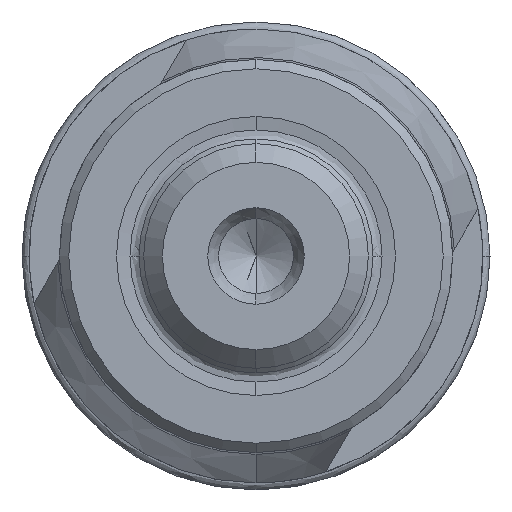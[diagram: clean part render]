
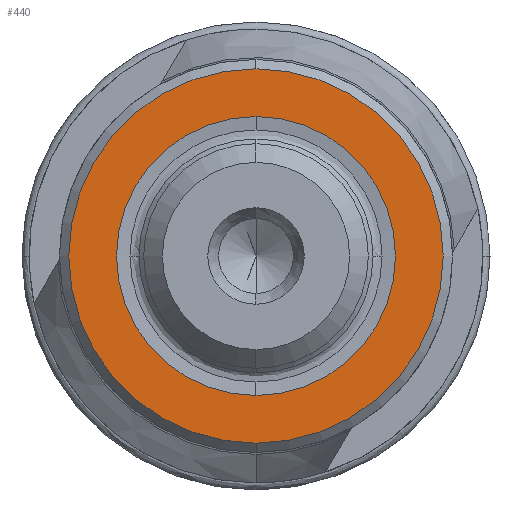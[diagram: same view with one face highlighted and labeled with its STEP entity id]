
A CAD part, left-side view. The second image highlights one B-rep face of the part: STEP entity #440.
In plain terms, the highlighted planar face has unit normal (-1, 0, 0).
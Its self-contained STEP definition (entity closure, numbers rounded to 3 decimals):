
#149 = DIRECTION ( 'NONE',  ( 0., -1., 0. ) ) ;
#151 = PLANE ( 'NONE',  #1284 ) ;
#153 = CARTESIAN_POINT ( 'NONE',  ( -31.25, 10.12, -10.12 ) ) ;
#155 = DIRECTION ( 'NONE',  ( -1., 0., 0. ) ) ;
#375 = EDGE_LOOP ( 'NONE', ( #1164, #1165 ) ) ;
#392 = EDGE_LOOP ( 'NONE', ( #1162, #1163 ) ) ;
#440 = ADVANCED_FACE ( 'NONE', ( #970, #1003 ), #151, .T. ) ;
#699 = EDGE_CURVE ( 'NONE', #854, #843, #2258, .T. ) ;
#750 = EDGE_CURVE ( 'NONE', #843, #854, #2335, .T. ) ;
#752 = EDGE_CURVE ( 'NONE', #850, #849, #2337, .T. ) ;
#784 = EDGE_CURVE ( 'NONE', #849, #850, #2359, .T. ) ;
#843 = VERTEX_POINT ( 'NONE', #2984 ) ;
#849 = VERTEX_POINT ( 'NONE', #2990 ) ;
#850 = VERTEX_POINT ( 'NONE', #2991 ) ;
#854 = VERTEX_POINT ( 'NONE', #2995 ) ;
#970 = FACE_BOUND ( 'NONE', #392, .T. ) ;
#1003 = FACE_OUTER_BOUND ( 'NONE', #375, .T. ) ;
#1162 = ORIENTED_EDGE ( 'NONE', *, *, #752, .F. ) ;
#1163 = ORIENTED_EDGE ( 'NONE', *, *, #784, .F. ) ;
#1164 = ORIENTED_EDGE ( 'NONE', *, *, #750, .T. ) ;
#1165 = ORIENTED_EDGE ( 'NONE', *, *, #699, .T. ) ;
#1284 = AXIS2_PLACEMENT_3D ( 'NONE', #153, #155, #149 ) ;
#1332 = AXIS2_PLACEMENT_3D ( 'NONE', #2417, #2418, #2419 ) ;
#2258 = CIRCLE ( 'NONE', #1332, 10. ) ;
#2335 = CIRCLE ( 'NONE', #2619, 10. ) ;
#2337 = CIRCLE ( 'NONE', #2621, 7.45 ) ;
#2359 = CIRCLE ( 'NONE', #2642, 7.45 ) ;
#2417 = CARTESIAN_POINT ( 'NONE',  ( -31.25, 0., 0. ) ) ;
#2418 = DIRECTION ( 'NONE',  ( -1., 0., 0. ) ) ;
#2419 = DIRECTION ( 'NONE',  ( 0., 0., -1. ) ) ;
#2551 = CARTESIAN_POINT ( 'NONE',  ( -31.25, 0., 0. ) ) ;
#2552 = DIRECTION ( 'NONE',  ( -1., 0., 0. ) ) ;
#2553 = DIRECTION ( 'NONE',  ( 0., 0., -1. ) ) ;
#2557 = CARTESIAN_POINT ( 'NONE',  ( -31.25, 0., 0. ) ) ;
#2558 = DIRECTION ( 'NONE',  ( -1., 0., 0. ) ) ;
#2559 = DIRECTION ( 'NONE',  ( 0., 0., 1. ) ) ;
#2619 = AXIS2_PLACEMENT_3D ( 'NONE', #2551, #2552, #2553 ) ;
#2621 = AXIS2_PLACEMENT_3D ( 'NONE', #2557, #2558, #2559 ) ;
#2642 = AXIS2_PLACEMENT_3D ( 'NONE', #2928, #2929, #2930 ) ;
#2928 = CARTESIAN_POINT ( 'NONE',  ( -31.25, 0., 0. ) ) ;
#2929 = DIRECTION ( 'NONE',  ( -1., 0., 0. ) ) ;
#2930 = DIRECTION ( 'NONE',  ( 0., 0., 1. ) ) ;
#2984 = CARTESIAN_POINT ( 'NONE',  ( -31.25, 0., -10. ) ) ;
#2990 = CARTESIAN_POINT ( 'NONE',  ( -31.25, 0., -7.45 ) ) ;
#2991 = CARTESIAN_POINT ( 'NONE',  ( -31.25, 0., 7.45 ) ) ;
#2995 = CARTESIAN_POINT ( 'NONE',  ( -31.25, 0., 10. ) ) ;
